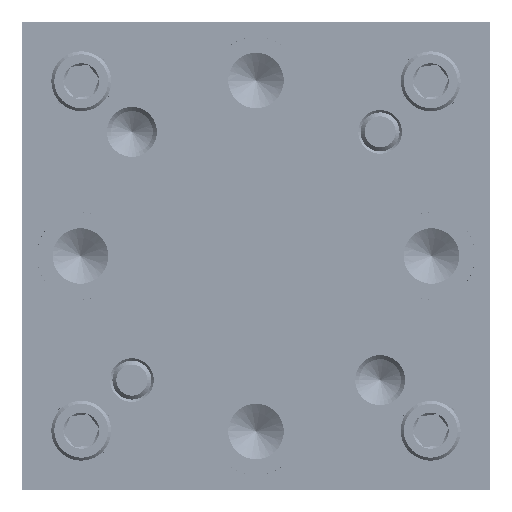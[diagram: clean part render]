
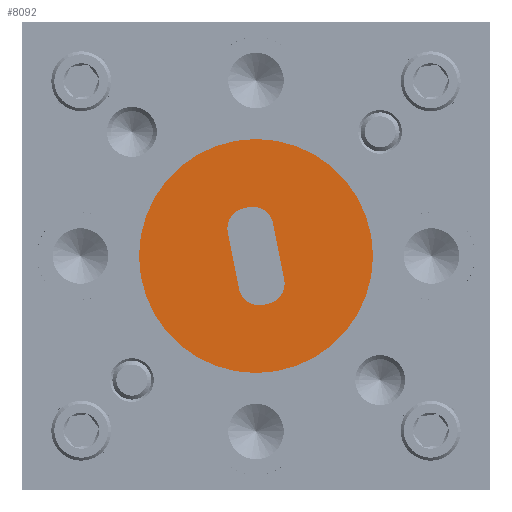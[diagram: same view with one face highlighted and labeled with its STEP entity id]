
A CAD part, left-side view. The second image highlights one B-rep face of the part: STEP entity #8092.
In plain terms, the highlighted planar face has unit normal (-1, 0, 0).
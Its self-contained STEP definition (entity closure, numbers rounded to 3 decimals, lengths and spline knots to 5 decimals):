
#452 = CIRCLE ( 'NONE', #28357, 0.033 ) ;
#546 = AXIS2_PLACEMENT_3D ( 'NONE', #55685, #17342, #35645 ) ;
#594 = CARTESIAN_POINT ( 'NONE',  ( -0.47964, 0.37928, 0.49633 ) ) ;
#2185 = CARTESIAN_POINT ( 'NONE',  ( -0.47964, 0.43737, 0.57861 ) ) ;
#2547 = CIRCLE ( 'NONE', #36094, 0.033 ) ;
#2719 = DIRECTION ( 'NONE',  ( 0., 0.981, -0.194 ) ) ;
#3100 = CARTESIAN_POINT ( 'NONE',  ( -0.47964, 0.36478, 0.59299 ) ) ;
#3202 = LINE ( 'NONE', #20694, #24312 ) ;
#4632 = VERTEX_POINT ( 'NONE', #30781 ) ;
#6795 = DIRECTION ( 'NONE',  ( 0., -1., 0. ) ) ;
#8092 = ADVANCED_FACE ( 'NONE', ( #72633, #13271 ), #12751, .F. ) ;
#9268 = EDGE_CURVE ( 'NONE', #50237, #11479, #73520, .T. ) ;
#11428 = EDGE_CURVE ( 'NONE', #69620, #81076, #83359, .T. ) ;
#11479 = VERTEX_POINT ( 'NONE', #15678 ) ;
#11923 = CIRCLE ( 'NONE', #21222, 0.033 ) ;
#12051 = CIRCLE ( 'NONE', #546, 0.033 ) ;
#12448 = DIRECTION ( 'NONE',  ( 0., -1., 0. ) ) ;
#12751 = PLANE ( 'NONE',  #54877 ) ;
#13271 = FACE_OUTER_BOUND ( 'NONE', #78909, .T. ) ;
#14009 = EDGE_CURVE ( 'NONE', #4632, #49455, #2547, .T. ) ;
#14585 = AXIS2_PLACEMENT_3D ( 'NONE', #20003, #43999, #12448 ) ;
#14972 = ORIENTED_EDGE ( 'NONE', *, *, #32169, .F. ) ;
#15114 = DIRECTION ( 'NONE',  ( 0., -0.981, 0.194 ) ) ;
#15414 = LINE ( 'NONE', #66295, #31553 ) ;
#15678 = CARTESIAN_POINT ( 'NONE',  ( -0.47964, 0.4195, 0.48836 ) ) ;
#16582 = DIRECTION ( 'NONE',  ( 0., 0.194, 0.981 ) ) ;
#17342 = DIRECTION ( 'NONE',  ( -1., 0., 0. ) ) ;
#18878 = DIRECTION ( 'NONE',  ( 0., 1., 0. ) ) ;
#20003 = CARTESIAN_POINT ( 'NONE',  ( -0.47964, 0.39214, 0.54067 ) ) ;
#20694 = CARTESIAN_POINT ( 'NONE',  ( -0.47964, 0.38072, 0.4624 ) ) ;
#21222 = AXIS2_PLACEMENT_3D ( 'NONE', #594, #25862, #6795 ) ;
#22161 = VECTOR ( 'NONE', #32106, 39.37008 ) ;
#24312 = VECTOR ( 'NONE', #15114, 39.37008 ) ;
#25766 = VERTEX_POINT ( 'NONE', #62390 ) ;
#25862 = DIRECTION ( 'NONE',  ( -1., 0., 0. ) ) ;
#26486 = EDGE_CURVE ( 'NONE', #25766, #54180, #55890, .T. ) ;
#27581 = EDGE_CURVE ( 'NONE', #34890, #50237, #452, .T. ) ;
#27979 = EDGE_CURVE ( 'NONE', #81076, #34890, #15414, .T. ) ;
#28357 = AXIS2_PLACEMENT_3D ( 'NONE', #53764, #71991, #78777 ) ;
#28481 = ORIENTED_EDGE ( 'NONE', *, *, #27979, .F. ) ;
#28728 = ORIENTED_EDGE ( 'NONE', *, *, #73253, .F. ) ;
#29241 = VERTEX_POINT ( 'NONE', #81564 ) ;
#30781 = CARTESIAN_POINT ( 'NONE',  ( -0.47964, 0.34628, 0.49633 ) ) ;
#31553 = VECTOR ( 'NONE', #2719, 39.37008 ) ;
#32106 = DIRECTION ( 'NONE',  ( 0., -0.194, -0.981 ) ) ;
#32169 = EDGE_CURVE ( 'NONE', #66714, #4632, #11923, .T. ) ;
#33716 = ORIENTED_EDGE ( 'NONE', *, *, #26486, .T. ) ;
#33909 = ORIENTED_EDGE ( 'NONE', *, *, #34435, .T. ) ;
#34435 = EDGE_CURVE ( 'NONE', #54180, #25766, #81288, .T. ) ;
#34890 = VERTEX_POINT ( 'NONE', #70734 ) ;
#35645 = DIRECTION ( 'NONE',  ( 0., 1., 0. ) ) ;
#36094 = AXIS2_PLACEMENT_3D ( 'NONE', #56674, #57515, #82271 ) ;
#38084 = EDGE_LOOP ( 'NONE', ( #28481, #61616, #55552, #59456, #14972, #81042, #28728, #73611, #55230 ) ) ;
#39344 = DIRECTION ( 'NONE',  ( -1., 0., 0. ) ) ;
#39556 = EDGE_CURVE ( 'NONE', #49455, #69620, #43375, .T. ) ;
#41313 = DIRECTION ( 'NONE',  ( 0., 1., 0. ) ) ;
#41591 = DIRECTION ( 'NONE',  ( -1., 0., 0. ) ) ;
#43375 = LINE ( 'NONE', #55177, #57506 ) ;
#43999 = DIRECTION ( 'NONE',  ( -1., 0., 0. ) ) ;
#45866 = DIRECTION ( 'NONE',  ( 0., -1., 0. ) ) ;
#49455 = VERTEX_POINT ( 'NONE', #75539 ) ;
#50237 = VERTEX_POINT ( 'NONE', #2185 ) ;
#53764 = CARTESIAN_POINT ( 'NONE',  ( -0.47964, 0.405, 0.58502 ) ) ;
#54180 = VERTEX_POINT ( 'NONE', #65656 ) ;
#54877 = AXIS2_PLACEMENT_3D ( 'NONE', #58026, #82819, #18878 ) ;
#55177 = CARTESIAN_POINT ( 'NONE',  ( -0.47964, 0.36478, 0.59299 ) ) ;
#55230 = ORIENTED_EDGE ( 'NONE', *, *, #27581, .F. ) ;
#55311 = CARTESIAN_POINT ( 'NONE',  ( -0.47964, 0.40356, 0.61895 ) ) ;
#55552 = ORIENTED_EDGE ( 'NONE', *, *, #39556, .F. ) ;
#55685 = CARTESIAN_POINT ( 'NONE',  ( -0.47964, 0.38713, 0.49477 ) ) ;
#55890 = CIRCLE ( 'NONE', #14585, 0.1875 ) ;
#56674 = CARTESIAN_POINT ( 'NONE',  ( -0.47964, 0.37928, 0.49633 ) ) ;
#57506 = VECTOR ( 'NONE', #16582, 39.37008 ) ;
#57515 = DIRECTION ( 'NONE',  ( -1., 0., 0. ) ) ;
#58026 = CARTESIAN_POINT ( 'NONE',  ( -0.47964, 0.01714, 0.16567 ) ) ;
#59456 = ORIENTED_EDGE ( 'NONE', *, *, #14009, .F. ) ;
#61616 = ORIENTED_EDGE ( 'NONE', *, *, #11428, .F. ) ;
#62390 = CARTESIAN_POINT ( 'NONE',  ( -0.47964, 0.20464, 0.54067 ) ) ;
#62469 = AXIS2_PLACEMENT_3D ( 'NONE', #64697, #39344, #45866 ) ;
#62713 = CARTESIAN_POINT ( 'NONE',  ( -0.47964, 0.37287, 0.46396 ) ) ;
#63736 = AXIS2_PLACEMENT_3D ( 'NONE', #79829, #41591, #41313 ) ;
#64511 = CARTESIAN_POINT ( 'NONE',  ( -0.47964, 0.4195, 0.48836 ) ) ;
#64697 = CARTESIAN_POINT ( 'NONE',  ( -0.47964, 0.39214, 0.54067 ) ) ;
#64756 = EDGE_CURVE ( 'NONE', #29241, #66714, #3202, .T. ) ;
#65656 = CARTESIAN_POINT ( 'NONE',  ( -0.47964, 0.57964, 0.54067 ) ) ;
#66295 = CARTESIAN_POINT ( 'NONE',  ( -0.47964, 0.40356, 0.61895 ) ) ;
#66714 = VERTEX_POINT ( 'NONE', #62713 ) ;
#69620 = VERTEX_POINT ( 'NONE', #3100 ) ;
#70734 = CARTESIAN_POINT ( 'NONE',  ( -0.47964, 0.41141, 0.61739 ) ) ;
#71991 = DIRECTION ( 'NONE',  ( -1., 0., 0. ) ) ;
#72633 = FACE_BOUND ( 'NONE', #38084, .T. ) ;
#73253 = EDGE_CURVE ( 'NONE', #11479, #29241, #12051, .T. ) ;
#73520 = LINE ( 'NONE', #64511, #22161 ) ;
#73611 = ORIENTED_EDGE ( 'NONE', *, *, #9268, .F. ) ;
#75539 = CARTESIAN_POINT ( 'NONE',  ( -0.47964, 0.34691, 0.50274 ) ) ;
#78777 = DIRECTION ( 'NONE',  ( 0., -1., 0. ) ) ;
#78909 = EDGE_LOOP ( 'NONE', ( #33716, #33909 ) ) ;
#79829 = CARTESIAN_POINT ( 'NONE',  ( -0.47964, 0.39715, 0.58658 ) ) ;
#81042 = ORIENTED_EDGE ( 'NONE', *, *, #64756, .F. ) ;
#81076 = VERTEX_POINT ( 'NONE', #55311 ) ;
#81288 = CIRCLE ( 'NONE', #62469, 0.1875 ) ;
#81564 = CARTESIAN_POINT ( 'NONE',  ( -0.47964, 0.38072, 0.4624 ) ) ;
#82271 = DIRECTION ( 'NONE',  ( 0., -1., 0. ) ) ;
#82819 = DIRECTION ( 'NONE',  ( 1., 0., 0. ) ) ;
#83359 = CIRCLE ( 'NONE', #63736, 0.033 ) ;
